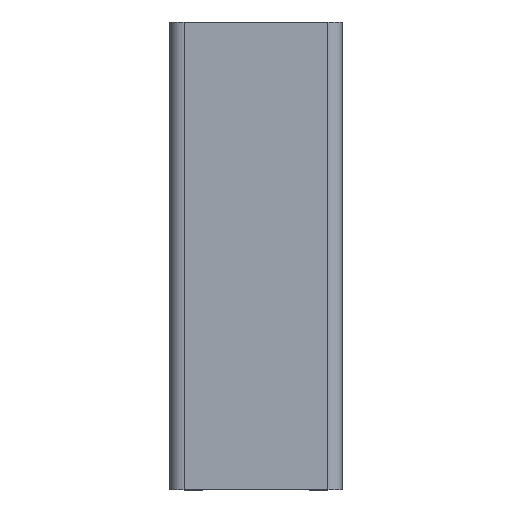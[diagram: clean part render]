
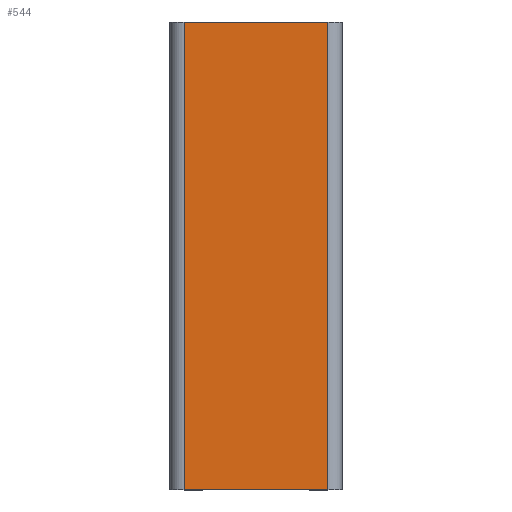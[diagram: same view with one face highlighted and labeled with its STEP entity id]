
A CAD part, top view. The second image highlights one B-rep face of the part: STEP entity #544.
In plain terms, the highlighted planar face has unit normal (0, 0, 1).
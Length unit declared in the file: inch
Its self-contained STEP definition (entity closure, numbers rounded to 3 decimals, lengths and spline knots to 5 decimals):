
#481=CARTESIAN_POINT('',(5.6703,2.14559,0.855));
#482=VERTEX_POINT('',#481);
#490=CARTESIAN_POINT('',(5.6703,8.14559,0.855));
#491=VERTEX_POINT('',#490);
#492=CARTESIAN_POINT('',(5.6703,5.14559,0.855));
#493=DIRECTION('',(0.,1.,0.));
#494=VECTOR('',#493,1.);
#495=LINE('',#492,#494);
#496=EDGE_CURVE('',#482,#491,#495,.T.);
#514=CARTESIAN_POINT('',(7.5143,2.14559,0.855));
#515=VERTEX_POINT('',#514);
#516=CARTESIAN_POINT('',(5.6703,2.14559,0.855));
#517=DIRECTION('',(1.,0.,0.));
#518=VECTOR('',#517,1.);
#519=LINE('',#516,#518);
#520=EDGE_CURVE('',#482,#515,#519,.T.);
#521=ORIENTED_EDGE('',*,*,#520,.T.);
#522=CARTESIAN_POINT('',(7.5143,8.14559,0.855));
#523=VERTEX_POINT('',#522);
#524=CARTESIAN_POINT('',(7.5143,5.14559,0.855));
#525=DIRECTION('',(0.,-1.,0.));
#526=VECTOR('',#525,1.);
#527=LINE('',#524,#526);
#528=EDGE_CURVE('',#523,#515,#527,.T.);
#529=ORIENTED_EDGE('',*,*,#528,.F.);
#530=CARTESIAN_POINT('',(5.6703,8.14559,0.855));
#531=DIRECTION('',(-1.,0.,0.));
#532=VECTOR('',#531,1.);
#533=LINE('',#530,#532);
#534=EDGE_CURVE('',#523,#491,#533,.T.);
#535=ORIENTED_EDGE('',*,*,#534,.T.);
#536=ORIENTED_EDGE('',*,*,#496,.F.);
#537=EDGE_LOOP('',(#521,#529,#535,#536));
#538=FACE_OUTER_BOUND('',#537,.T.);
#539=CARTESIAN_POINT('',(6.5923,5.14559,0.855));
#540=DIRECTION('',(0.,0.,1.));
#541=DIRECTION('',(-1.,0.,0.));
#542=AXIS2_PLACEMENT_3D('',#539,#540,#541);
#543=PLANE('',#542);
#544=ADVANCED_FACE('',(#538),#543,.T.);
